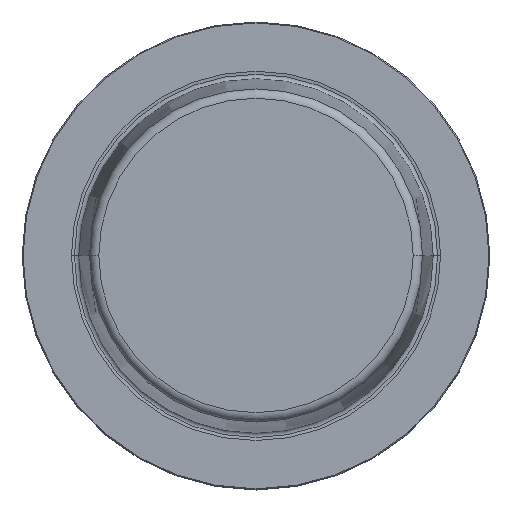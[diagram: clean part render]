
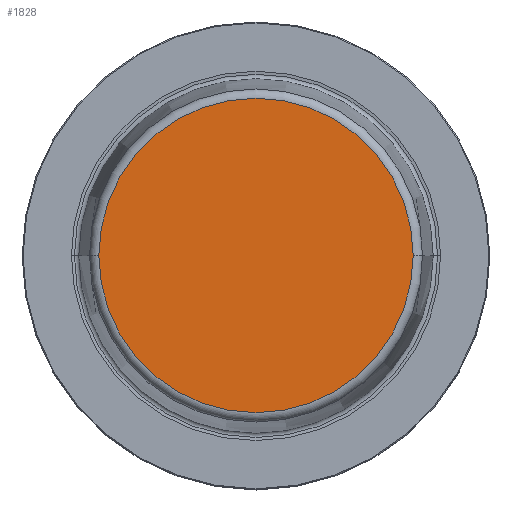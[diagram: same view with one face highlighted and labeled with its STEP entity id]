
A CAD part, top view. The second image highlights one B-rep face of the part: STEP entity #1828.
In plain terms, the highlighted planar face has unit normal (0, 0, 1).
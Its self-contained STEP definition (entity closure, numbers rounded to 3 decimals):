
#257=CARTESIAN_POINT('',(0.,0.,49.9));
#258=DIRECTION('',(0.,0.,1.));
#259=DIRECTION('',(1.,0.,0.));
#260=AXIS2_PLACEMENT_3D('',#257,#258,#259);
#265=CARTESIAN_POINT('',(0.,0.,49.9));
#266=DIRECTION('',(0.,0.,-1.));
#267=DIRECTION('',(1.,0.,0.));
#268=AXIS2_PLACEMENT_3D('',#265,#266,#267);
#1547=CARTESIAN_POINT('',(33.605,0.,49.9));
#1548=VERTEX_POINT('',#1547);
#1563=CARTESIAN_POINT('',(-33.605,0.,49.9));
#1564=VERTEX_POINT('',#1563);
#1819=CARTESIAN_POINT('',(0.,0.,49.9));
#1820=DIRECTION('',(0.,0.,-1.));
#1821=DIRECTION('',(-1.,0.,0.));
#1822=AXIS2_PLACEMENT_3D('',#1819,#1820,#1821);
#1823=PLANE('',#1822);
#1824=ORIENTED_EDGE('',*,*,#1812,.F.);
#1825=ORIENTED_EDGE('',*,*,#1801,.T.);
#1826=EDGE_LOOP('',(#1824,#1825));
#1827=FACE_OUTER_BOUND('',#1826,.F.);
#261=CIRCLE('',#260,33.605);
#269=CIRCLE('',#268,33.605);
#1801=EDGE_CURVE('',#1548,#1564,#269,.T.);
#1812=EDGE_CURVE('',#1548,#1564,#261,.T.);
#1828=ADVANCED_FACE('',(#1827),#1823,.F.);
